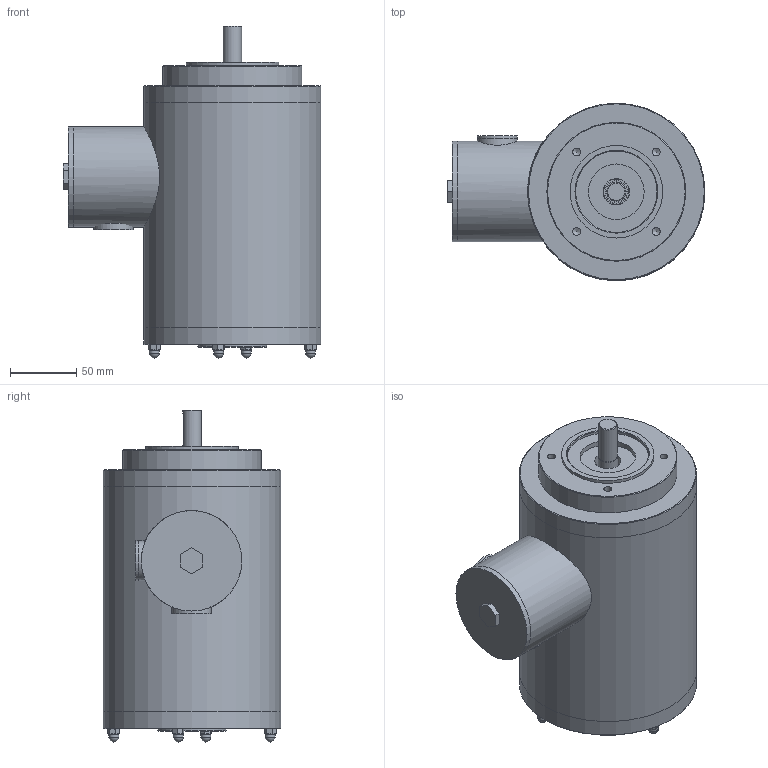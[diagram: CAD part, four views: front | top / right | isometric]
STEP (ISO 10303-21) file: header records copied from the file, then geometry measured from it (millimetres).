
FILE_DESCRIPTION(('Bauteilbeschreibung','HiCAD-Model','HiCAD-STEP-TRANSLATION','Bauteilbeschreibung'),'2;1');
FILE_NAME('TENV 71-4B IMB14 FT85_0,37KW.STP','2011-08-29T13:07:02+00:00',('Konstrukteur'),('Konstrukteur Firma GmbH'),' HiCAD 2010, Step 1502.0 ','HiCAD 2010','confidential');
FILE_SCHEMA(('AUTOMOTIVE_DESIGN { 1 2 10303 214 0 1 1 1 }'));
Length unit declared in the file: millimetre
Products named in the file (19): TENV 71_4B IMB14 FT85_0_37KW; ZUSAMMENBAU BG71B; MANTEL BG 71B; MANTEL BG 71B_001X; MANTEL0BG071B0001X; FLANSCH BG71; ROTATIONSTEIL_0; B_SCHILD; KLKA BG 71B_001X; WELLE TENV 71B_4 _ L 232; ROTATIONSTEIL00; NORMTEILGRUPPE _0; DIN 1587_M5_6_HUTMUTTERN_0; DIN015870M5060HUTMUTTERN00; DIN015870M5060HUTMUTTERN000; DIN015870M5060HUTMUTTERN001; TRANSLATIONSTEIL_4; TRANSLATIONSTEIL_5; TRANSLATIONSTEIL_6
Assembly tree (18 placements, depth 4):
  TENV 71_4B IMB14 FT85_0_37KW
    ZUSAMMENBAU BG71B
      MANTEL BG 71B
        MANTEL BG 71B_001X
        MANTEL0BG071B0001X
      FLANSCH BG71
        ROTATIONSTEIL_0
      B_SCHILD
      KLKA BG 71B_001X
      WELLE TENV 71B_4 _ L 232
        ROTATIONSTEIL00
    NORMTEILGRUPPE _0
      DIN 1587_M5_6_HUTMUTTERN_0
      DIN015870M5060HUTMUTTERN00
      DIN015870M5060HUTMUTTERN000
      DIN015870M5060HUTMUTTERN001
    TRANSLATIONSTEIL_4
    TRANSLATIONSTEIL_5
    TRANSLATIONSTEIL_6
Bounding box: 195 x 134 x 251 mm (x, y, z)
Volume: 923693.4 mm3; surface area: 306098.5 mm2
Topology: 13 solids, 13 shells, 243 faces, 561 edges, 365 vertices
Faces by surface type: plane 105, cylinder 81, cone 32, torus 15, bspline 6, sphere 4
Full cylindrical faces by diameter (mm): 5 x8, 6 x4, 7.5 x4, 14 x1, 14.8 x1, 17 x2, 18.6 x1, 19 x1, 20 x1, 22 x1, 26 x1, 30 x5, 40 x1, 42 x1, 52 x1, 61.592 x1, 70 x1, 76 x2, 97 x1, 105 x1, 124 x2, 127.4 x2, 131 x6, 134 x3
Entity records: 21337 total; most frequent: CARTESIAN_POINT 13916, DIRECTION 1093, ORIENTED_EDGE 836, AXIS2_PLACEMENT_3D 489, EDGE_CURVE 418, COLOUR_RGB 413, PRESENTATION_STYLE_ASSIGNMENT 413, OVER_RIDING_STYLED_ITEM 401
